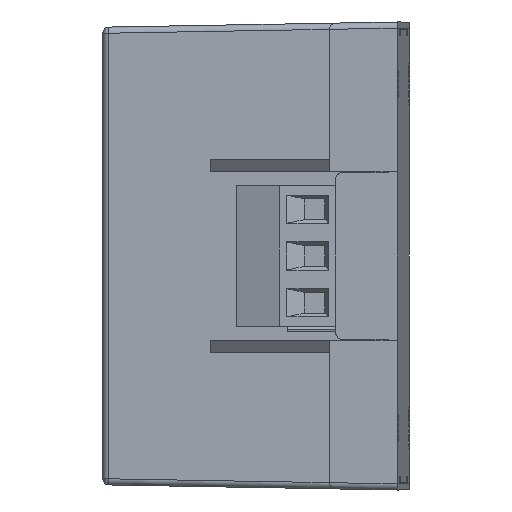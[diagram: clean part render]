
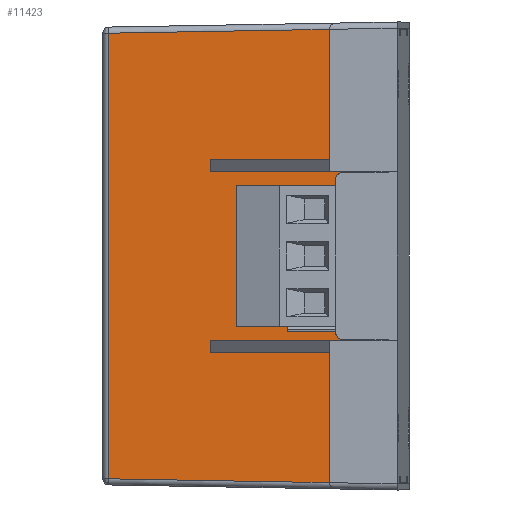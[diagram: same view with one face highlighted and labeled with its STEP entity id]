
A CAD part, left-side view. The second image highlights one B-rep face of the part: STEP entity #11423.
In plain terms, the highlighted face is planar.
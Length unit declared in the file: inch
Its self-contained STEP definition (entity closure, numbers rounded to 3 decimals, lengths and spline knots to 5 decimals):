
#140 = LINE ( 'NONE', #14888, #4937 ) ;
#156 = ORIENTED_EDGE ( 'NONE', *, *, #12131, .T. ) ;
#182 = DIRECTION ( 'NONE',  ( 0., 0., 1. ) ) ;
#567 = DIRECTION ( 'NONE',  ( -1., 0.017, 0. ) ) ;
#638 = CARTESIAN_POINT ( 'NONE',  ( -1.32677, -0.44964, 0.30906 ) ) ;
#946 = VERTEX_POINT ( 'NONE', #5881 ) ;
#967 = EDGE_CURVE ( 'NONE', #8320, #946, #14991, .T. ) ;
#1041 = LINE ( 'NONE', #3582, #1404 ) ;
#1201 = CARTESIAN_POINT ( 'NONE',  ( -1.31625, 0.15332, -0.30906 ) ) ;
#1289 = VERTEX_POINT ( 'NONE', #1649 ) ;
#1404 = VECTOR ( 'NONE', #3847, 39.37008 ) ;
#1478 = LINE ( 'NONE', #11935, #11063 ) ;
#1649 = CARTESIAN_POINT ( 'NONE',  ( -1.31625, 0.15332, 0.26969 ) ) ;
#1777 = VERTEX_POINT ( 'NONE', #12628 ) ;
#2097 = EDGE_CURVE ( 'NONE', #9073, #11128, #14759, .T. ) ;
#2125 = CARTESIAN_POINT ( 'NONE',  ( -1.32368, -0.27248, -0.26969 ) ) ;
#2236 = ORIENTED_EDGE ( 'NONE', *, *, #4252, .T. ) ;
#2359 = CARTESIAN_POINT ( 'NONE',  ( -1.32299, -0.23311, 0.72654 ) ) ;
#2792 = VECTOR ( 'NONE', #12074, 39.37008 ) ;
#2988 = DIRECTION ( 'NONE',  ( -0.017, -1., 0. ) ) ;
#3099 = DIRECTION ( 'NONE',  ( 0., 0., 1. ) ) ;
#3227 = DIRECTION ( 'NONE',  ( 0.017, 1., -0.017 ) ) ;
#3319 = LINE ( 'NONE', #16424, #15191 ) ;
#3353 = EDGE_CURVE ( 'NONE', #13615, #14044, #1041, .T. ) ;
#3504 = VERTEX_POINT ( 'NONE', #8195 ) ;
#3559 = EDGE_CURVE ( 'NONE', #1289, #3504, #10662, .T. ) ;
#3582 = CARTESIAN_POINT ( 'NONE',  ( -1.31055, 0.47983, -0.07369 ) ) ;
#3621 = EDGE_CURVE ( 'NONE', #1777, #1289, #11642, .T. ) ;
#3672 = LINE ( 'NONE', #12228, #8592 ) ;
#3763 = VECTOR ( 'NONE', #3099, 39.37008 ) ;
#3847 = DIRECTION ( 'NONE',  ( 0., 0., -1. ) ) ;
#3996 = CARTESIAN_POINT ( 'NONE',  ( -1.32299, -0.23311, -0.72654 ) ) ;
#4252 = EDGE_CURVE ( 'NONE', #11128, #13615, #140, .T. ) ;
#4294 = CARTESIAN_POINT ( 'NONE',  ( -1.32299, -0.23311, -0.07369 ) ) ;
#4478 = VERTEX_POINT ( 'NONE', #3996 ) ;
#4766 = DIRECTION ( 'NONE',  ( 0., 0., -1. ) ) ;
#4869 = ORIENTED_EDGE ( 'NONE', *, *, #3353, .T. ) ;
#4937 = VECTOR ( 'NONE', #3227, 39.37008 ) ;
#5183 = LINE ( 'NONE', #10378, #16386 ) ;
#5273 = VERTEX_POINT ( 'NONE', #2125 ) ;
#5483 = VECTOR ( 'NONE', #10034, 39.37008 ) ;
#5664 = PLANE ( 'NONE',  #10514 ) ;
#5764 = ORIENTED_EDGE ( 'NONE', *, *, #2097, .T. ) ;
#5881 = CARTESIAN_POINT ( 'NONE',  ( -1.31625, 0.15332, -0.26969 ) ) ;
#6027 = EDGE_CURVE ( 'NONE', #4478, #10107, #5183, .T. ) ;
#7646 = VECTOR ( 'NONE', #15544, 39.37008 ) ;
#7715 = EDGE_CURVE ( 'NONE', #3504, #9073, #12286, .T. ) ;
#8084 = LINE ( 'NONE', #15898, #2792 ) ;
#8195 = CARTESIAN_POINT ( 'NONE',  ( -1.31625, 0.15332, 0.30906 ) ) ;
#8320 = VERTEX_POINT ( 'NONE', #1201 ) ;
#8393 = CARTESIAN_POINT ( 'NONE',  ( -1.32677, -0.44964, -0.07369 ) ) ;
#8592 = VECTOR ( 'NONE', #13580, 39.37008 ) ;
#9073 = VERTEX_POINT ( 'NONE', #13332 ) ;
#9367 = EDGE_LOOP ( 'NONE', ( #12091, #14944, #16155, #9955, #5764, #2236, #4869, #13418, #11772, #9890, #14098, #156 ) ) ;
#9425 = FACE_OUTER_BOUND ( 'NONE', #9367, .T. ) ;
#9890 = ORIENTED_EDGE ( 'NONE', *, *, #11297, .T. ) ;
#9945 = CARTESIAN_POINT ( 'NONE',  ( -1.32677, -0.44964, 0.26969 ) ) ;
#9955 = ORIENTED_EDGE ( 'NONE', *, *, #7715, .T. ) ;
#9968 = CARTESIAN_POINT ( 'NONE',  ( -1.31625, 0.15332, -0.07369 ) ) ;
#10034 = DIRECTION ( 'NONE',  ( 0., 0., 1. ) ) ;
#10065 = VECTOR ( 'NONE', #15158, 39.37008 ) ;
#10107 = VERTEX_POINT ( 'NONE', #13695 ) ;
#10378 = CARTESIAN_POINT ( 'NONE',  ( -1.32299, -0.23311, -0.07369 ) ) ;
#10514 = AXIS2_PLACEMENT_3D ( 'NONE', #8393, #567, #14606 ) ;
#10662 = LINE ( 'NONE', #12994, #5483 ) ;
#11000 = VECTOR ( 'NONE', #11165, 39.37008 ) ;
#11063 = VECTOR ( 'NONE', #2988, 39.37008 ) ;
#11128 = VERTEX_POINT ( 'NONE', #2359 ) ;
#11165 = DIRECTION ( 'NONE',  ( -0.017, -1., 0. ) ) ;
#11297 = EDGE_CURVE ( 'NONE', #10107, #8320, #3672, .T. ) ;
#11423 = ADVANCED_FACE ( 'NONE', ( #9425 ), #5664, .T. ) ;
#11642 = LINE ( 'NONE', #9945, #7646 ) ;
#11772 = ORIENTED_EDGE ( 'NONE', *, *, #6027, .T. ) ;
#11935 = CARTESIAN_POINT ( 'NONE',  ( -1.31625, 0.15332, -0.26969 ) ) ;
#12074 = DIRECTION ( 'NONE',  ( -0.017, -1., -0.017 ) ) ;
#12091 = ORIENTED_EDGE ( 'NONE', *, *, #14736, .F. ) ;
#12131 = EDGE_CURVE ( 'NONE', #946, #5273, #1478, .T. ) ;
#12228 = CARTESIAN_POINT ( 'NONE',  ( -1.32677, -0.44964, -0.30906 ) ) ;
#12286 = LINE ( 'NONE', #638, #11000 ) ;
#12541 = CARTESIAN_POINT ( 'NONE',  ( -1.31055, 0.47983, 0.71409 ) ) ;
#12628 = CARTESIAN_POINT ( 'NONE',  ( -1.32368, -0.27248, 0.26969 ) ) ;
#12994 = CARTESIAN_POINT ( 'NONE',  ( -1.31625, 0.15332, -0.88478 ) ) ;
#13332 = CARTESIAN_POINT ( 'NONE',  ( -1.32299, -0.23311, 0.30906 ) ) ;
#13418 = ORIENTED_EDGE ( 'NONE', *, *, #16719, .T. ) ;
#13470 = CARTESIAN_POINT ( 'NONE',  ( -1.31055, 0.47983, -0.71409 ) ) ;
#13580 = DIRECTION ( 'NONE',  ( 0.017, 1., 0. ) ) ;
#13615 = VERTEX_POINT ( 'NONE', #12541 ) ;
#13695 = CARTESIAN_POINT ( 'NONE',  ( -1.32299, -0.23311, -0.30906 ) ) ;
#14044 = VERTEX_POINT ( 'NONE', #13470 ) ;
#14098 = ORIENTED_EDGE ( 'NONE', *, *, #967, .T. ) ;
#14606 = DIRECTION ( 'NONE',  ( -0.017, -1., 0. ) ) ;
#14736 = EDGE_CURVE ( 'NONE', #1777, #5273, #3319, .T. ) ;
#14759 = LINE ( 'NONE', #4294, #3763 ) ;
#14888 = CARTESIAN_POINT ( 'NONE',  ( -1.32299, -0.23311, 0.72654 ) ) ;
#14944 = ORIENTED_EDGE ( 'NONE', *, *, #3621, .T. ) ;
#14991 = LINE ( 'NONE', #9968, #10065 ) ;
#15158 = DIRECTION ( 'NONE',  ( 0., 0., 1. ) ) ;
#15191 = VECTOR ( 'NONE', #4766, 39.37008 ) ;
#15544 = DIRECTION ( 'NONE',  ( 0.017, 1., 0. ) ) ;
#15898 = CARTESIAN_POINT ( 'NONE',  ( -1.31055, 0.47983, -0.71409 ) ) ;
#16155 = ORIENTED_EDGE ( 'NONE', *, *, #3559, .T. ) ;
#16386 = VECTOR ( 'NONE', #182, 39.37008 ) ;
#16424 = CARTESIAN_POINT ( 'NONE',  ( -1.32368, -0.27248, -0.75 ) ) ;
#16719 = EDGE_CURVE ( 'NONE', #14044, #4478, #8084, .T. ) ;
